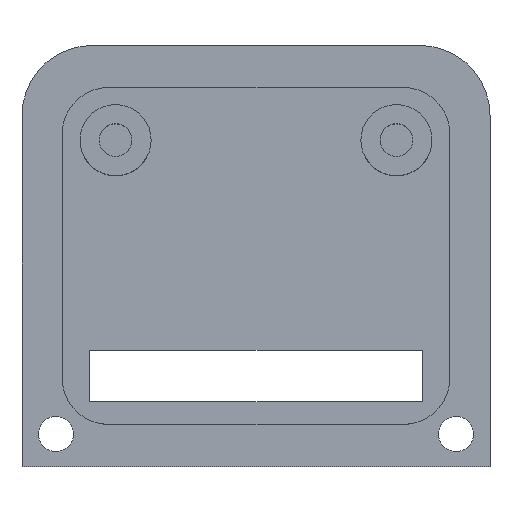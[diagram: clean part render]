
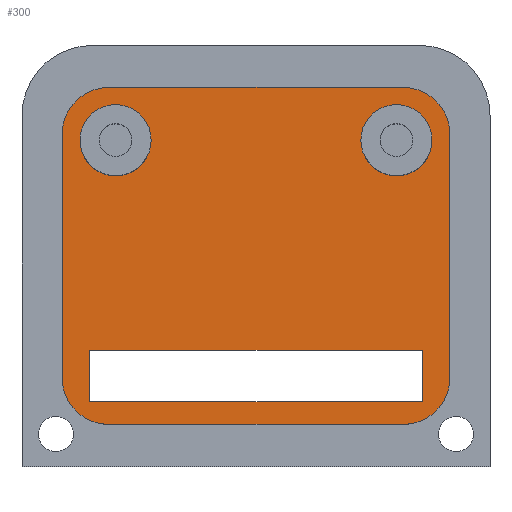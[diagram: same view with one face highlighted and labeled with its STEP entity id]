
A CAD part, top view. The second image highlights one B-rep face of the part: STEP entity #300.
In plain terms, the highlighted planar face has unit normal (0, 0, 1).
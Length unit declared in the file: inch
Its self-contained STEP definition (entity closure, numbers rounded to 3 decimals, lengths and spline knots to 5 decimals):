
#3 = CARTESIAN_POINT ( 'NONE',  ( 0., -0.36, 0.05 ) ) ;
#7 = AXIS2_PLACEMENT_3D ( 'NONE', #494, #1128, #579 ) ;
#28 = DIRECTION ( 'NONE',  ( 0., 0., 1. ) ) ;
#34 = DIRECTION ( 'NONE',  ( 1., 0., 0. ) ) ;
#44 = CARTESIAN_POINT ( 'NONE',  ( 0.3145, -0.36, 0.05 ) ) ;
#50 = ORIENTED_EDGE ( 'NONE', *, *, #493, .F. ) ;
#57 = CARTESIAN_POINT ( 'NONE',  ( -0.3, 0.247, 0.05 ) ) ;
#67 = CARTESIAN_POINT ( 'NONE',  ( -0.355, -0.31105, 0.05 ) ) ;
#72 = CARTESIAN_POINT ( 'NONE',  ( 0.3145, 0.26, 0.05 ) ) ;
#73 = VERTEX_POINT ( 'NONE', #581 ) ;
#94 = VERTEX_POINT ( 'NONE', #825 ) ;
#110 = DIRECTION ( 'NONE',  ( 0., 0., -1. ) ) ;
#120 = CARTESIAN_POINT ( 'NONE',  ( 0.355, -0.20105, 0.05 ) ) ;
#124 = VECTOR ( 'NONE', #1021, 39.37008 ) ;
#125 = FACE_OUTER_BOUND ( 'NONE', #693, .T. ) ;
#134 = DIRECTION ( 'NONE',  ( 1., 0., 0. ) ) ;
#135 = CARTESIAN_POINT ( 'NONE',  ( 0.4145, 0., 0.05 ) ) ;
#141 = EDGE_CURVE ( 'NONE', #1065, #816, #224, .T. ) ;
#151 = DIRECTION ( 'NONE',  ( 1., 0., 0. ) ) ;
#154 = EDGE_CURVE ( 'NONE', #772, #956, #907, .T. ) ;
#164 = ORIENTED_EDGE ( 'NONE', *, *, #1101, .F. ) ;
#167 = DIRECTION ( 'NONE',  ( 1., 0., 0. ) ) ;
#175 = EDGE_CURVE ( 'NONE', #984, #73, #1127, .T. ) ;
#180 = CIRCLE ( 'NONE', #933, 0.1 ) ;
#183 = ORIENTED_EDGE ( 'NONE', *, *, #175, .F. ) ;
#184 = EDGE_CURVE ( 'NONE', #576, #1151, #1156, .T. ) ;
#186 = VECTOR ( 'NONE', #1074, 39.37008 ) ;
#194 = EDGE_LOOP ( 'NONE', ( #164, #877 ) ) ;
#215 = ORIENTED_EDGE ( 'NONE', *, *, #184, .F. ) ;
#224 = LINE ( 'NONE', #3, #186 ) ;
#236 = ORIENTED_EDGE ( 'NONE', *, *, #864, .T. ) ;
#237 = CARTESIAN_POINT ( 'NONE',  ( -0.355, -0.20105, 0.05 ) ) ;
#241 = DIRECTION ( 'NONE',  ( 0., 0., -1. ) ) ;
#280 = DIRECTION ( 'NONE',  ( 0., 0., 1. ) ) ;
#299 = ORIENTED_EDGE ( 'NONE', *, *, #367, .F. ) ;
#300 = ADVANCED_FACE ( 'NONE', ( #384, #125, #358, #598 ), #1111, .T. ) ;
#306 = CARTESIAN_POINT ( 'NONE',  ( 0.4145, -0.26, 0.05 ) ) ;
#311 = CARTESIAN_POINT ( 'NONE',  ( 0.355, -0.20105, 0.05 ) ) ;
#319 = AXIS2_PLACEMENT_3D ( 'NONE', #380, #28, #34 ) ;
#326 = CARTESIAN_POINT ( 'NONE',  ( -0.3, 0.247, 0.05 ) ) ;
#358 = FACE_BOUND ( 'NONE', #194, .T. ) ;
#359 = LINE ( 'NONE', #827, #1060 ) ;
#367 = EDGE_CURVE ( 'NONE', #609, #816, #1131, .T. ) ;
#376 = VERTEX_POINT ( 'NONE', #833 ) ;
#380 = CARTESIAN_POINT ( 'NONE',  ( 0., 0., 0.05 ) ) ;
#384 = FACE_BOUND ( 'NONE', #849, .T. ) ;
#394 = ORIENTED_EDGE ( 'NONE', *, *, #751, .F. ) ;
#397 = VERTEX_POINT ( 'NONE', #1009 ) ;
#401 = CARTESIAN_POINT ( 'NONE',  ( -0.3145, -0.36, 0.05 ) ) ;
#403 = VECTOR ( 'NONE', #591, 39.37008 ) ;
#407 = CIRCLE ( 'NONE', #830, 0.1 ) ;
#413 = ORIENTED_EDGE ( 'NONE', *, *, #1067, .F. ) ;
#418 = DIRECTION ( 'NONE',  ( 0., 0., 1. ) ) ;
#419 = DIRECTION ( 'NONE',  ( 1., 0., 0. ) ) ;
#432 = DIRECTION ( 'NONE',  ( 1., 0., 0. ) ) ;
#435 = CARTESIAN_POINT ( 'NONE',  ( -0.4145, -0.26, 0.05 ) ) ;
#457 = EDGE_CURVE ( 'NONE', #397, #1081, #180, .T. ) ;
#493 = EDGE_CURVE ( 'NONE', #625, #576, #359, .T. ) ;
#494 = CARTESIAN_POINT ( 'NONE',  ( 0.3, 0.247, 0.05 ) ) ;
#500 = EDGE_CURVE ( 'NONE', #73, #984, #874, .T. ) ;
#517 = AXIS2_PLACEMENT_3D ( 'NONE', #72, #702, #167 ) ;
#524 = AXIS2_PLACEMENT_3D ( 'NONE', #57, #686, #151 ) ;
#533 = ORIENTED_EDGE ( 'NONE', *, *, #613, .T. ) ;
#564 = DIRECTION ( 'NONE',  ( 0., 1., 0. ) ) ;
#576 = VERTEX_POINT ( 'NONE', #237 ) ;
#579 = DIRECTION ( 'NONE',  ( 1., 0., 0. ) ) ;
#581 = CARTESIAN_POINT ( 'NONE',  ( 0.376, 0.247, 0.05 ) ) ;
#586 = CIRCLE ( 'NONE', #1076, 0.076 ) ;
#591 = DIRECTION ( 'NONE',  ( 0., -1., 0. ) ) ;
#594 = ORIENTED_EDGE ( 'NONE', *, *, #758, .F. ) ;
#598 = FACE_BOUND ( 'NONE', #745, .T. ) ;
#609 = VERTEX_POINT ( 'NONE', #306 ) ;
#613 = EDGE_CURVE ( 'NONE', #609, #376, #713, .T. ) ;
#616 = VERTEX_POINT ( 'NONE', #756 ) ;
#619 = AXIS2_PLACEMENT_3D ( 'NONE', #649, #110, #734 ) ;
#620 = LINE ( 'NONE', #882, #1079 ) ;
#625 = VERTEX_POINT ( 'NONE', #311 ) ;
#635 = LINE ( 'NONE', #755, #862 ) ;
#649 = CARTESIAN_POINT ( 'NONE',  ( 0.3145, -0.26, 0.05 ) ) ;
#651 = DIRECTION ( 'NONE',  ( -1., 0., 0. ) ) ;
#657 = CARTESIAN_POINT ( 'NONE',  ( -0.376, 0.247, 0.05 ) ) ;
#684 = VECTOR ( 'NONE', #856, 39.37008 ) ;
#686 = DIRECTION ( 'NONE',  ( 0., 0., 1. ) ) ;
#690 = ORIENTED_EDGE ( 'NONE', *, *, #500, .F. ) ;
#693 = EDGE_LOOP ( 'NONE', ( #996, #917, #594, #413, #1039, #299, #533, #236 ) ) ;
#702 = DIRECTION ( 'NONE',  ( 0., 0., 1. ) ) ;
#713 = LINE ( 'NONE', #135, #684 ) ;
#734 = DIRECTION ( 'NONE',  ( 1., 0., 0. ) ) ;
#745 = EDGE_LOOP ( 'NONE', ( #183, #690 ) ) ;
#746 = CARTESIAN_POINT ( 'NONE',  ( -0.4145, 0., 0.05 ) ) ;
#751 = EDGE_CURVE ( 'NONE', #94, #625, #1025, .T. ) ;
#755 = CARTESIAN_POINT ( 'NONE',  ( -0.355, -0.31105, 0.05 ) ) ;
#756 = CARTESIAN_POINT ( 'NONE',  ( 0.3145, 0.36, 0.05 ) ) ;
#757 = LINE ( 'NONE', #746, #124 ) ;
#758 = EDGE_CURVE ( 'NONE', #893, #1081, #757, .T. ) ;
#768 = AXIS2_PLACEMENT_3D ( 'NONE', #965, #418, #1052 ) ;
#771 = CARTESIAN_POINT ( 'NONE',  ( -0.3145, -0.26, 0.05 ) ) ;
#772 = VERTEX_POINT ( 'NONE', #1118 ) ;
#776 = CARTESIAN_POINT ( 'NONE',  ( -0.355, -0.20105, 0.05 ) ) ;
#816 = VERTEX_POINT ( 'NONE', #44 ) ;
#822 = CARTESIAN_POINT ( 'NONE',  ( -0.3145, 0.26, 0.05 ) ) ;
#825 = CARTESIAN_POINT ( 'NONE',  ( 0.355, -0.31105, 0.05 ) ) ;
#827 = CARTESIAN_POINT ( 'NONE',  ( -0.355, -0.20105, 0.05 ) ) ;
#830 = AXIS2_PLACEMENT_3D ( 'NONE', #771, #241, #868 ) ;
#833 = CARTESIAN_POINT ( 'NONE',  ( 0.4145, 0.26, 0.05 ) ) ;
#849 = EDGE_LOOP ( 'NONE', ( #394, #880, #215, #50 ) ) ;
#856 = DIRECTION ( 'NONE',  ( 0., 1., 0. ) ) ;
#858 = EDGE_CURVE ( 'NONE', #397, #616, #620, .T. ) ;
#862 = VECTOR ( 'NONE', #134, 39.37008 ) ;
#864 = EDGE_CURVE ( 'NONE', #376, #616, #869, .T. ) ;
#868 = DIRECTION ( 'NONE',  ( 1., 0., 0. ) ) ;
#869 = CIRCLE ( 'NONE', #517, 0.1 ) ;
#874 = CIRCLE ( 'NONE', #7, 0.076 ) ;
#877 = ORIENTED_EDGE ( 'NONE', *, *, #154, .F. ) ;
#880 = ORIENTED_EDGE ( 'NONE', *, *, #1059, .F. ) ;
#882 = CARTESIAN_POINT ( 'NONE',  ( 0., 0.36, 0.05 ) ) ;
#893 = VERTEX_POINT ( 'NONE', #435 ) ;
#907 = CIRCLE ( 'NONE', #524, 0.076 ) ;
#915 = DIRECTION ( 'NONE',  ( 1., 0., 0. ) ) ;
#917 = ORIENTED_EDGE ( 'NONE', *, *, #457, .T. ) ;
#933 = AXIS2_PLACEMENT_3D ( 'NONE', #822, #280, #915 ) ;
#956 = VERTEX_POINT ( 'NONE', #657 ) ;
#961 = CARTESIAN_POINT ( 'NONE',  ( -0.4145, 0.26, 0.05 ) ) ;
#965 = CARTESIAN_POINT ( 'NONE',  ( 0.3, 0.247, 0.05 ) ) ;
#966 = DIRECTION ( 'NONE',  ( 0., 0., 1. ) ) ;
#984 = VERTEX_POINT ( 'NONE', #1017 ) ;
#996 = ORIENTED_EDGE ( 'NONE', *, *, #858, .F. ) ;
#1009 = CARTESIAN_POINT ( 'NONE',  ( -0.3145, 0.36, 0.05 ) ) ;
#1017 = CARTESIAN_POINT ( 'NONE',  ( 0.224, 0.247, 0.05 ) ) ;
#1021 = DIRECTION ( 'NONE',  ( 0., 1., 0. ) ) ;
#1025 = LINE ( 'NONE', #120, #1055 ) ;
#1039 = ORIENTED_EDGE ( 'NONE', *, *, #141, .T. ) ;
#1052 = DIRECTION ( 'NONE',  ( 1., 0., 0. ) ) ;
#1055 = VECTOR ( 'NONE', #564, 39.37008 ) ;
#1059 = EDGE_CURVE ( 'NONE', #1151, #94, #635, .T. ) ;
#1060 = VECTOR ( 'NONE', #651, 39.37008 ) ;
#1065 = VERTEX_POINT ( 'NONE', #401 ) ;
#1067 = EDGE_CURVE ( 'NONE', #1065, #893, #407, .T. ) ;
#1074 = DIRECTION ( 'NONE',  ( 1., 0., 0. ) ) ;
#1076 = AXIS2_PLACEMENT_3D ( 'NONE', #326, #966, #419 ) ;
#1079 = VECTOR ( 'NONE', #432, 39.37008 ) ;
#1081 = VERTEX_POINT ( 'NONE', #961 ) ;
#1101 = EDGE_CURVE ( 'NONE', #956, #772, #586, .T. ) ;
#1111 = PLANE ( 'NONE',  #319 ) ;
#1118 = CARTESIAN_POINT ( 'NONE',  ( -0.224, 0.247, 0.05 ) ) ;
#1127 = CIRCLE ( 'NONE', #768, 0.076 ) ;
#1128 = DIRECTION ( 'NONE',  ( 0., 0., 1. ) ) ;
#1131 = CIRCLE ( 'NONE', #619, 0.1 ) ;
#1151 = VERTEX_POINT ( 'NONE', #67 ) ;
#1156 = LINE ( 'NONE', #776, #403 ) ;
